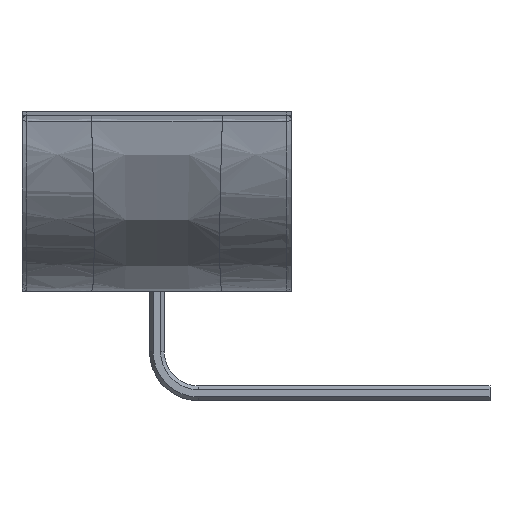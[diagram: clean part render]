
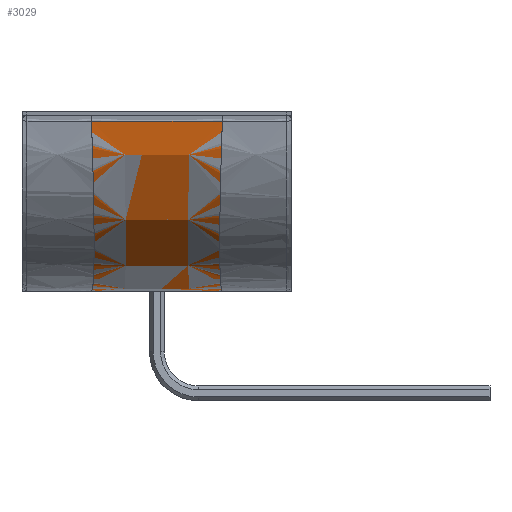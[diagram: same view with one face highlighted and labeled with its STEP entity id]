
A CAD part, top view. The second image highlights one B-rep face of the part: STEP entity #3029.
In plain terms, the highlighted free-form (B-spline) face has degree [3, 3] with [7, 11] control points.
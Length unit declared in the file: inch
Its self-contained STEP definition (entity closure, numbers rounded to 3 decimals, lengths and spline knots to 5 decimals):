
#177=CARTESIAN_POINT('',(-0.39276,0.12946,
2.49584));
#179=CARTESIAN_POINT('',(-0.39276,0.12946,
2.49584));
#180=CARTESIAN_POINT('',(-0.39041,0.05987,
2.48794));
#181=CARTESIAN_POINT('',(-0.38594,-0.08514,
2.45536));
#182=CARTESIAN_POINT('',(-0.38095,-0.28488,
2.36408));
#183=CARTESIAN_POINT('',(-0.37782,-0.46585,
2.23464));
#184=CARTESIAN_POINT('',(-0.37678,-0.6185,
2.0781));
#185=CARTESIAN_POINT('',(-0.37782,-0.7406,
1.90041));
#186=CARTESIAN_POINT('',(-0.38095,-0.82849,
1.70721));
#187=CARTESIAN_POINT('',(-0.38616,-0.88035,
1.50689));
#188=CARTESIAN_POINT('',(-0.39103,-0.89145,
1.37107));
#189=CARTESIAN_POINT('',(-0.39381,-0.89132,
1.30424));
#780=CARTESIAN_POINT('',(-0.39381,-0.89132,
1.30424));
#781=CARTESIAN_POINT('',(-0.32818,-0.89132,
1.30424));
#782=CARTESIAN_POINT('',(-0.19691,-0.89131,
1.30424));
#783=CARTESIAN_POINT('',(0.,-0.89131,1.30424));
#784=CARTESIAN_POINT('',(0.19691,-0.89131,
1.30424));
#785=CARTESIAN_POINT('',(0.32818,-0.89132,
1.30424));
#786=CARTESIAN_POINT('',(0.39381,-0.89132,
1.30424));
#898=CARTESIAN_POINT('',(-0.39276,0.12946,
2.49584));
#899=CARTESIAN_POINT('',(-0.32721,0.12946,
2.49584));
#900=CARTESIAN_POINT('',(-0.19625,0.12944,
2.49583));
#901=CARTESIAN_POINT('',(0.,0.12948,2.49583));
#902=CARTESIAN_POINT('',(0.19625,0.12944,2.49583));
#903=CARTESIAN_POINT('',(0.32721,0.12946,2.49584));
#904=CARTESIAN_POINT('',(0.39276,0.12946,2.49584));
#906=CARTESIAN_POINT('',(0.39276,0.12946,2.49584));
#907=CARTESIAN_POINT('',(0.39041,0.05987,2.48794));
#908=CARTESIAN_POINT('',(0.38594,-0.08514,
2.45536));
#909=CARTESIAN_POINT('',(0.38095,-0.28488,
2.36408));
#910=CARTESIAN_POINT('',(0.37782,-0.46585,
2.23464));
#911=CARTESIAN_POINT('',(0.37678,-0.6185,
2.0781));
#912=CARTESIAN_POINT('',(0.37782,-0.7406,
1.90041));
#913=CARTESIAN_POINT('',(0.38095,-0.82849,
1.70721));
#914=CARTESIAN_POINT('',(0.38616,-0.88035,
1.50689));
#915=CARTESIAN_POINT('',(0.39103,-0.89145,
1.37107));
#916=CARTESIAN_POINT('',(0.39381,-0.89132,
1.30424));
#1017=VERTEX_POINT('',#780);
#1018=VERTEX_POINT('',#786);
#1130=VERTEX_POINT('',#177);
#1132=VERTEX_POINT('',#904);
#2944=CARTESIAN_POINT('',(-0.40224,-0.89117,
1.28709));
#2945=CARTESIAN_POINT('',(-0.39913,-0.89236,
1.35951));
#2946=CARTESIAN_POINT('',(-0.39394,-0.88181,
1.50135));
#2947=CARTESIAN_POINT('',(-0.38853,-0.82841,
1.70744));
#2948=CARTESIAN_POINT('',(-0.38537,-0.74048,
1.90063));
#2949=CARTESIAN_POINT('',(-0.38432,-0.61836,
2.07826));
#2950=CARTESIAN_POINT('',(-0.38537,-0.46574,
2.23473));
#2951=CARTESIAN_POINT('',(-0.38853,-0.28481,
2.36411));
#2952=CARTESIAN_POINT('',(-0.39369,-0.0802,
2.45762));
#2953=CARTESIAN_POINT('',(-0.39842,0.07086,
2.49037));
#2954=CARTESIAN_POINT('',(-0.40103,0.14646,
2.49762));
#2955=CARTESIAN_POINT('',(-0.33398,-0.89117,
1.28725));
#2956=CARTESIAN_POINT('',(-0.33112,-0.89233,
1.35898));
#2957=CARTESIAN_POINT('',(-0.32636,-0.88199,
1.49984));
#2958=CARTESIAN_POINT('',(-0.32138,-0.82911,
1.70538));
#2959=CARTESIAN_POINT('',(-0.31848,-0.74158,
1.89867));
#2960=CARTESIAN_POINT('',(-0.31751,-0.61958,
2.07681));
#2961=CARTESIAN_POINT('',(-0.31848,-0.46675,
2.23388));
#2962=CARTESIAN_POINT('',(-0.32138,-0.28542,
2.36379));
#2963=CARTESIAN_POINT('',(-0.32613,-0.08037,
2.45759));
#2964=CARTESIAN_POINT('',(-0.33047,0.07086,
2.49037));
#2965=CARTESIAN_POINT('',(-0.33287,0.14646,
2.49762));
#2966=CARTESIAN_POINT('',(-0.19993,-0.89118,
1.28749));
#2967=CARTESIAN_POINT('',(-0.19797,-0.89223,
1.35819));
#2968=CARTESIAN_POINT('',(-0.19472,-0.88206,
1.49763));
#2969=CARTESIAN_POINT('',(-0.19132,-0.82981,
1.70238));
#2970=CARTESIAN_POINT('',(-0.18933,-0.7428,
1.89581));
#2971=CARTESIAN_POINT('',(-0.18867,-0.62094,
2.07467));
#2972=CARTESIAN_POINT('',(-0.18933,-0.46785,
2.23264));
#2973=CARTESIAN_POINT('',(-0.19132,-0.28601,
2.36331));
#2974=CARTESIAN_POINT('',(-0.19456,-0.08043,
2.45754));
#2975=CARTESIAN_POINT('',(-0.19753,0.07093,
2.49037));
#2976=CARTESIAN_POINT('',(-0.19917,0.14648,
2.49761));
#2977=CARTESIAN_POINT('',(0.,-0.8912,1.2876));
#2978=CARTESIAN_POINT('',(0.,-0.89216,1.35781));
#2979=CARTESIAN_POINT('',(0.,-0.88203,1.49654));
#2980=CARTESIAN_POINT('',(0.,-0.83003,1.70091));
#2981=CARTESIAN_POINT('',(0.,-0.74325,1.89441));
#2982=CARTESIAN_POINT('',(0.,-0.62144,2.07363));
#2983=CARTESIAN_POINT('',(0.,-0.46824,2.23203));
#2984=CARTESIAN_POINT('',(0.,-0.28618,2.36308));
#2985=CARTESIAN_POINT('',(0.,-0.08039,2.45752));
#2986=CARTESIAN_POINT('',(0.,0.07099,2.49037));
#2987=CARTESIAN_POINT('',(0.,0.14649,2.49761));
#2988=CARTESIAN_POINT('',(0.19993,-0.89118,
1.28749));
#2989=CARTESIAN_POINT('',(0.19798,-0.89223,
1.35819));
#2990=CARTESIAN_POINT('',(0.19472,-0.88206,
1.49763));
#2991=CARTESIAN_POINT('',(0.19132,-0.82981,
1.70238));
#2992=CARTESIAN_POINT('',(0.18933,-0.7428,
1.89581));
#2993=CARTESIAN_POINT('',(0.18867,-0.62094,
2.07467));
#2994=CARTESIAN_POINT('',(0.18933,-0.46785,
2.23264));
#2995=CARTESIAN_POINT('',(0.19132,-0.28601,
2.36331));
#2996=CARTESIAN_POINT('',(0.19456,-0.08043,
2.45754));
#2997=CARTESIAN_POINT('',(0.19754,0.07093,
2.49037));
#2998=CARTESIAN_POINT('',(0.19917,0.14648,
2.49761));
#2999=CARTESIAN_POINT('',(0.33398,-0.89117,
1.28725));
#3000=CARTESIAN_POINT('',(0.33113,-0.89233,
1.35898));
#3001=CARTESIAN_POINT('',(0.32636,-0.88199,
1.49984));
#3002=CARTESIAN_POINT('',(0.32139,-0.82911,
1.70539));
#3003=CARTESIAN_POINT('',(0.31849,-0.74158,
1.89867));
#3004=CARTESIAN_POINT('',(0.31752,-0.61958,
2.07681));
#3005=CARTESIAN_POINT('',(0.31849,-0.46675,
2.23388));
#3006=CARTESIAN_POINT('',(0.32139,-0.28542,
2.36379));
#3007=CARTESIAN_POINT('',(0.32613,-0.08037,
2.45759));
#3008=CARTESIAN_POINT('',(0.33048,0.07086,
2.49037));
#3009=CARTESIAN_POINT('',(0.33288,0.14646,
2.49762));
#3010=CARTESIAN_POINT('',(0.40225,-0.89117,
1.28709));
#3011=CARTESIAN_POINT('',(0.39914,-0.89236,
1.35951));
#3012=CARTESIAN_POINT('',(0.39395,-0.88181,
1.50135));
#3013=CARTESIAN_POINT('',(0.38854,-0.82841,
1.70744));
#3014=CARTESIAN_POINT('',(0.38538,-0.74048,
1.90063));
#3015=CARTESIAN_POINT('',(0.38433,-0.61836,
2.07826));
#3016=CARTESIAN_POINT('',(0.38538,-0.46574,
2.23473));
#3017=CARTESIAN_POINT('',(0.38854,-0.28481,
2.36411));
#3018=CARTESIAN_POINT('',(0.3937,-0.0802,
2.45762));
#3019=CARTESIAN_POINT('',(0.39843,0.07086,
2.49037));
#3020=CARTESIAN_POINT('',(0.40104,0.14646,
2.49762));
#3021=B_SPLINE_SURFACE_WITH_KNOTS('',3,3,((#2944,#2945,#2946,#2947,#2948,#2949,
#2950,#2951,#2952,#2953,#2954),(#2955,#2956,#2957,#2958,#2959,#2960,#2961,#2962,
#2963,#2964,#2965),(#2966,#2967,#2968,#2969,#2970,#2971,#2972,#2973,#2974,#2975,
#2976),(#2977,#2978,#2979,#2980,#2981,#2982,#2983,#2984,#2985,#2986,#2987),(
#2988,#2989,#2990,#2991,#2992,#2993,#2994,#2995,#2996,#2997,#2998),(#2999,#3000,
#3001,#3002,#3003,#3004,#3005,#3006,#3007,#3008,#3009),(#3010,#3011,#3012,#3013,
#3014,#3015,#3016,#3017,#3018,#3019,#3020)),.UNSPECIFIED.,.F.,.F.,.F.,(4,1,1,1,
4),(4,1,1,1,1,1,1,1,4),(0.25215,0.37845,0.5,
0.62155,0.74785),(0.4653,0.53709,
0.60322,0.66935,0.73548,0.80161,
0.86774,0.93387,0.99621),.UNSPECIFIED.);
#3022=ORIENTED_EDGE('',*,*,#1724,.T.);
#3024=ORIENTED_EDGE('',*,*,#3023,.T.);
#3025=ORIENTED_EDGE('',*,*,#2763,.F.);
#3026=ORIENTED_EDGE('',*,*,#1643,.F.);
#3027=EDGE_LOOP('',(#3022,#3024,#3025,#3026));
#3028=FACE_OUTER_BOUND('',#3027,.F.);
#3029=ADVANCED_FACE('',(#3028),#3021,.T.);
#190=B_SPLINE_CURVE_WITH_KNOTS('',3,(#179,#180,#181,#182,#183,#184,#185,#186,
#187,#188,#189),.UNSPECIFIED.,.F.,.F.,(4,1,1,1,1,1,1,1,4),(0.,
0.11076,0.2378,0.36483,0.49186,
0.6189,0.74593,0.87297,1.),.UNSPECIFIED.);
#787=B_SPLINE_CURVE_WITH_KNOTS('',3,(#780,#781,#782,#783,#784,#785,#786),
.UNSPECIFIED.,.F.,.F.,(4,1,1,1,4),(0.,0.25,0.5,0.75,1.),
.UNSPECIFIED.);
#905=B_SPLINE_CURVE_WITH_KNOTS('',3,(#898,#899,#900,#901,#902,#903,#904),
.UNSPECIFIED.,.F.,.F.,(4,1,1,1,4),(0.,0.25,0.5,0.75,1.),
.UNSPECIFIED.);
#917=B_SPLINE_CURVE_WITH_KNOTS('',3,(#906,#907,#908,#909,#910,#911,#912,#913,
#914,#915,#916),.UNSPECIFIED.,.F.,.F.,(4,1,1,1,1,1,1,1,4),(0.,
0.11076,0.2378,0.36483,0.49186,
0.6189,0.74593,0.87297,1.),.UNSPECIFIED.);
#1643=EDGE_CURVE('',#1130,#1017,#190,.T.);
#1724=EDGE_CURVE('',#1130,#1132,#905,.T.);
#2763=EDGE_CURVE('',#1017,#1018,#787,.T.);
#3023=EDGE_CURVE('',#1132,#1018,#917,.T.);
